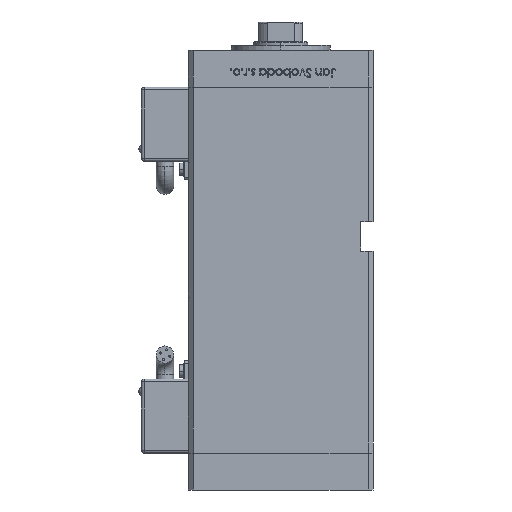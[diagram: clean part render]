
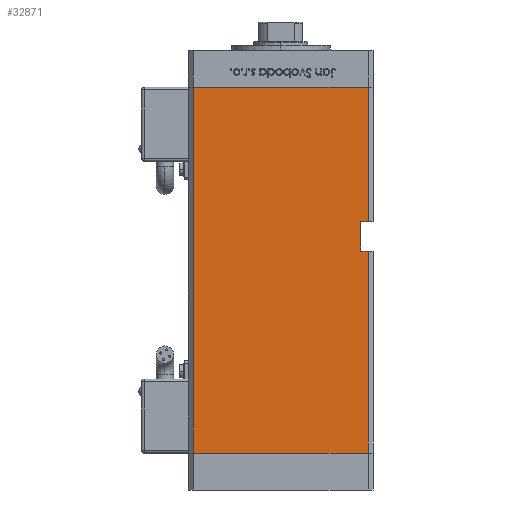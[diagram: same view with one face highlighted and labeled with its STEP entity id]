
A CAD part, left-side view. The second image highlights one B-rep face of the part: STEP entity #32871.
In plain terms, the highlighted planar face has unit normal (-1, 0, 0).
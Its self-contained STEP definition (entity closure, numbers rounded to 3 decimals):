
#244 = ORIENTED_EDGE ( 'NONE', *, *, #44048, .F. ) ;
#1045 = CARTESIAN_POINT ( 'NONE',  ( -42.5, 35.5, 148.5 ) ) ;
#1351 = LINE ( 'NONE', #40547, #27635 ) ;
#1448 = FACE_OUTER_BOUND ( 'NONE', #14120, .T. ) ;
#1915 = DIRECTION ( 'NONE',  ( 0., -1., 0. ) ) ;
#2393 = CARTESIAN_POINT ( 'NONE',  ( -42.5, -32.5, 94. ) ) ;
#3235 = ORIENTED_EDGE ( 'NONE', *, *, #8721, .F. ) ;
#3572 = VECTOR ( 'NONE', #23221, 1000. ) ;
#5182 = CARTESIAN_POINT ( 'NONE',  ( -42.5, 35.5, 148.5 ) ) ;
#5249 = ORIENTED_EDGE ( 'NONE', *, *, #52750, .F. ) ;
#5562 = AXIS2_PLACEMENT_3D ( 'NONE', #22186, #34991, #17910 ) ;
#5912 = CARTESIAN_POINT ( 'NONE',  ( -42.5, -32.5, 94. ) ) ;
#6351 = CARTESIAN_POINT ( 'NONE',  ( -42.5, 35.5, 148.5 ) ) ;
#6484 = EDGE_CURVE ( 'NONE', #10803, #55273, #22335, .T. ) ;
#6868 = VECTOR ( 'NONE', #9753, 1000. ) ;
#8721 = EDGE_CURVE ( 'NONE', #55273, #48745, #43694, .T. ) ;
#9753 = DIRECTION ( 'NONE',  ( 0., 0., -1. ) ) ;
#10284 = EDGE_CURVE ( 'NONE', #26481, #42084, #52795, .T. ) ;
#10803 = VERTEX_POINT ( 'NONE', #5182 ) ;
#11481 = EDGE_CURVE ( 'NONE', #21787, #48745, #1351, .T. ) ;
#13490 = CARTESIAN_POINT ( 'NONE',  ( -42.5, -35.5, 0. ) ) ;
#13787 = ORIENTED_EDGE ( 'NONE', *, *, #6484, .F. ) ;
#14120 = EDGE_LOOP ( 'NONE', ( #40270, #5249, #244, #22262, #3235, #13787, #39025, #25165 ) ) ;
#14390 = CARTESIAN_POINT ( 'NONE',  ( -42.5, 35.5, 0. ) ) ;
#14866 = DIRECTION ( 'NONE',  ( 0., -1., 0. ) ) ;
#15309 = EDGE_CURVE ( 'NONE', #10803, #26481, #45563, .T. ) ;
#17642 = PLANE ( 'NONE',  #5562 ) ;
#17910 = DIRECTION ( 'NONE',  ( 0., 1., 0. ) ) ;
#18086 = DIRECTION ( 'NONE',  ( 0., -1., 0. ) ) ;
#21391 = EDGE_CURVE ( 'NONE', #42524, #42084, #31171, .T. ) ;
#21787 = VERTEX_POINT ( 'NONE', #2393 ) ;
#22186 = CARTESIAN_POINT ( 'NONE',  ( -42.5, 35.5, 148.5 ) ) ;
#22262 = ORIENTED_EDGE ( 'NONE', *, *, #11481, .T. ) ;
#22335 = LINE ( 'NONE', #1045, #52486 ) ;
#22916 = DIRECTION ( 'NONE',  ( 0., 0., -1. ) ) ;
#23221 = DIRECTION ( 'NONE',  ( 0., 0., -1. ) ) ;
#25165 = ORIENTED_EDGE ( 'NONE', *, *, #10284, .T. ) ;
#25924 = CARTESIAN_POINT ( 'NONE',  ( -42.5, -35.5, 82. ) ) ;
#26036 = DIRECTION ( 'NONE',  ( 0., -1., 0. ) ) ;
#26481 = VERTEX_POINT ( 'NONE', #50647 ) ;
#27053 = VECTOR ( 'NONE', #53642, 1000. ) ;
#27635 = VECTOR ( 'NONE', #1915, 1000. ) ;
#28040 = VECTOR ( 'NONE', #22916, 1000. ) ;
#31171 = LINE ( 'NONE', #43969, #27053 ) ;
#31834 = VECTOR ( 'NONE', #18086, 1000. ) ;
#32871 = ADVANCED_FACE ( 'NONE', ( #1448 ), #17642, .F. ) ;
#34991 = DIRECTION ( 'NONE',  ( 1., 0., 0. ) ) ;
#35716 = CARTESIAN_POINT ( 'NONE',  ( -42.5, -35.5, 148.5 ) ) ;
#39025 = ORIENTED_EDGE ( 'NONE', *, *, #15309, .T. ) ;
#39636 = CARTESIAN_POINT ( 'NONE',  ( -42.5, -32.5, 82. ) ) ;
#40270 = ORIENTED_EDGE ( 'NONE', *, *, #21391, .F. ) ;
#40547 = CARTESIAN_POINT ( 'NONE',  ( -42.5, -32.5, 94. ) ) ;
#40740 = CARTESIAN_POINT ( 'NONE',  ( -42.5, -32.5, 82. ) ) ;
#42019 = VECTOR ( 'NONE', #14866, 1000. ) ;
#42084 = VERTEX_POINT ( 'NONE', #13490 ) ;
#42095 = VERTEX_POINT ( 'NONE', #39636 ) ;
#42524 = VERTEX_POINT ( 'NONE', #25924 ) ;
#43694 = LINE ( 'NONE', #35716, #28040 ) ;
#43969 = CARTESIAN_POINT ( 'NONE',  ( -42.5, -35.5, 148.5 ) ) ;
#44048 = EDGE_CURVE ( 'NONE', #21787, #42095, #44839, .T. ) ;
#44839 = LINE ( 'NONE', #5912, #3572 ) ;
#45563 = LINE ( 'NONE', #6351, #6868 ) ;
#47232 = CARTESIAN_POINT ( 'NONE',  ( -42.5, -35.5, 148.5 ) ) ;
#48745 = VERTEX_POINT ( 'NONE', #55907 ) ;
#50126 = LINE ( 'NONE', #40740, #42019 ) ;
#50647 = CARTESIAN_POINT ( 'NONE',  ( -42.5, 35.5, 0. ) ) ;
#52486 = VECTOR ( 'NONE', #26036, 1000. ) ;
#52750 = EDGE_CURVE ( 'NONE', #42095, #42524, #50126, .T. ) ;
#52795 = LINE ( 'NONE', #14390, #31834 ) ;
#53642 = DIRECTION ( 'NONE',  ( 0., 0., -1. ) ) ;
#55273 = VERTEX_POINT ( 'NONE', #47232 ) ;
#55907 = CARTESIAN_POINT ( 'NONE',  ( -42.5, -35.5, 94. ) ) ;
